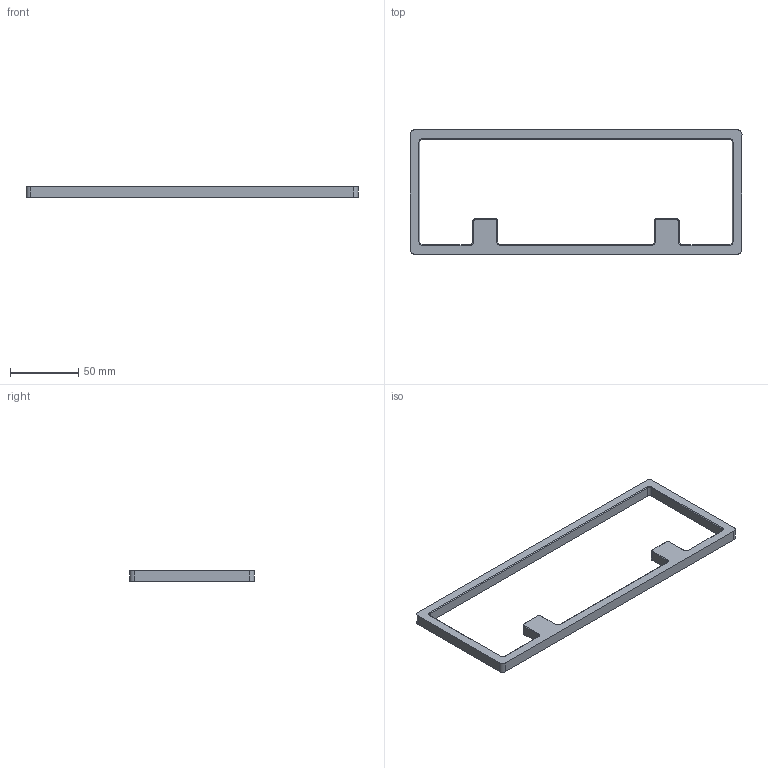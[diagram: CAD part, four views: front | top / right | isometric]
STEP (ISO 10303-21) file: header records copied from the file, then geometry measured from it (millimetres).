
FILE_DESCRIPTION(/* description */ (''),/* implementation_level */ '2;1');
FILE_NAME(/* name */ 'WKL Plate Cover.step',/* time_stamp */ '2026-01-16T22:31:23-08:00',/* author */ (''),/* organization */ (''),/* preprocessor_version */ 'ST-DEVELOPER v20.1',/* originating_system */ 'Autodesk Translation Framework v14.21.0.0',/* authorisation */ '');
FILE_SCHEMA (('AUTOMOTIVE_DESIGN { 1 0 10303 214 3 1 1 }'));
Length unit declared in the file: millimetre
Products named in the file (1): Ortho 48 Plate Covers
Bounding box: 243.75 x 91.35 x 7.8 mm (x, y, z)
Volume: 40440.2 mm3; surface area: 21021.8 mm2
Topology: 1 solids, 1 shells, 74 faces, 168 edges, 104 vertices
Faces by surface type: plane 38, cylinder 24, cone 12
Full cylindrical faces by diameter (mm): 2.8 x8
Entity records: 2100 total; most frequent: DIRECTION 378, CARTESIAN_POINT 347, ORIENTED_EDGE 336, EDGE_CURVE 168, AXIS2_PLACEMENT_3D 135, LINE 108, VECTOR 108, VERTEX_POINT 104
